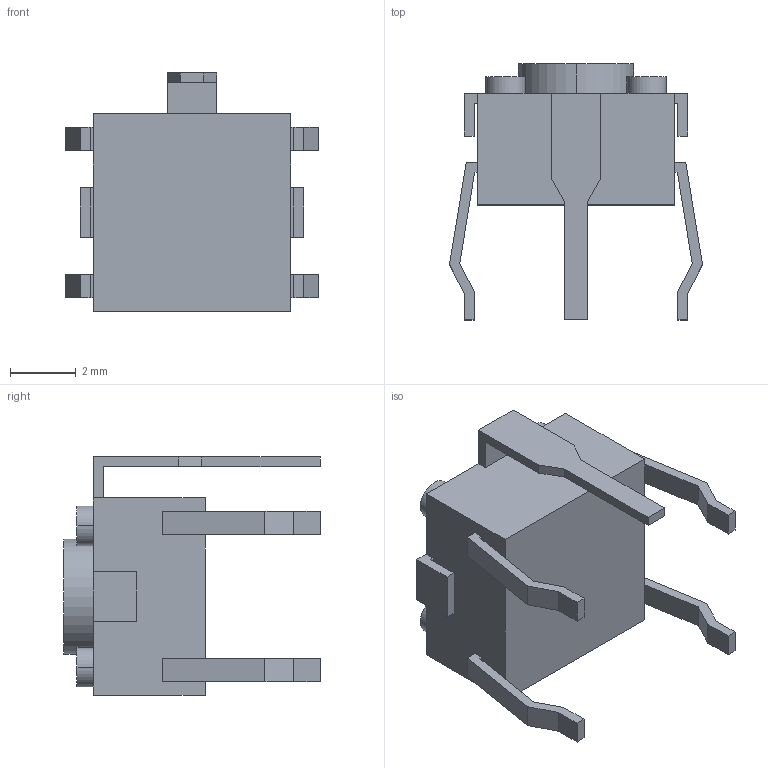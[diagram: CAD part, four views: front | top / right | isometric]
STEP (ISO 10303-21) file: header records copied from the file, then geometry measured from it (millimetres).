
FILE_DESCRIPTION (( 'STEP AP203' ), '1' );
FILE_NAME ('B3F_1100.step', '2013-07-18T10:36:02', ( 'OSMC1.0 TAKUMI' ), ( 'TAKUMI-Engniaring' ), 'SwSTEP 2.0', 'SolidWorks 2002025', '' );
FILE_SCHEMA (( 'CONFIG_CONTROL_DESIGN' ));
Length unit declared in the file: millimetre
Products named in the file (3): B3F_1100; B3F_1100_BASE; B3F_1100_BUTTON
Assembly tree (2 placements, depth 2):
  B3F_1100
    B3F_1100_BASE
    B3F_1100_BUTTON
Bounding box: 7.7 x 7.8 x 7.25 mm (x, y, z)
Volume: 132.7 mm3; surface area: 274.3 mm2
Topology: 2 solids, 2 shells, 91 faces, 234 edges, 156 vertices
Faces by surface type: plane 79, cylinder 12
Entity records: 3037 total; most frequent: CARTESIAN_POINT 486, ORIENTED_EDGE 468, DIRECTION 450, EDGE_CURVE 234, LINE 210, VECTOR 210, VERTEX_POINT 156, AXIS2_PLACEMENT_3D 120
